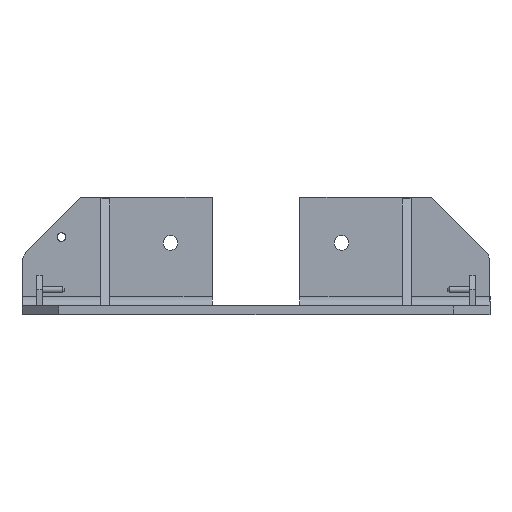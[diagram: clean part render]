
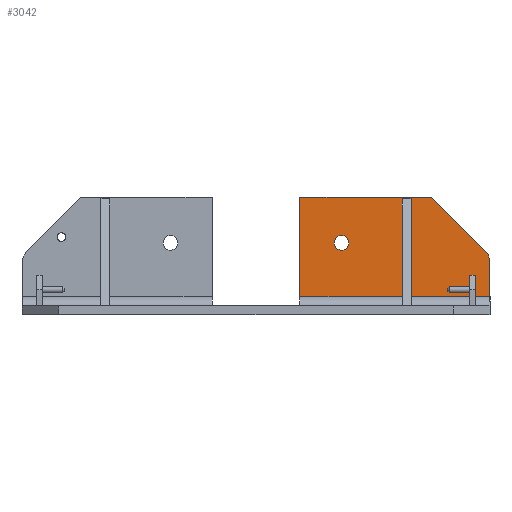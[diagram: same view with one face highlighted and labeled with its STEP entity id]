
A CAD part, front view. The second image highlights one B-rep face of the part: STEP entity #3042.
In plain terms, the highlighted planar face has unit normal (0, -1, 0).
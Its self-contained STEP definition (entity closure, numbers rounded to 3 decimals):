
#2 = ORIENTED_EDGE ( 'NONE', *, *, #2621, .T. ) ;
#3 = CARTESIAN_POINT ( 'NONE',  ( 58.5, -6., 49. ) ) ;
#43 = EDGE_CURVE ( 'NONE', #2377, #87, #3892, .T. ) ;
#87 = VERTEX_POINT ( 'NONE', #3595 ) ;
#121 = CARTESIAN_POINT ( 'NONE',  ( 58.5, -6., 49. ) ) ;
#154 = DIRECTION ( 'NONE',  ( 0., 0., -1. ) ) ;
#280 = VECTOR ( 'NONE', #3463, 1000. ) ;
#326 = DIRECTION ( 'NONE',  ( 0., 1., 0. ) ) ;
#339 = DIRECTION ( 'NONE',  ( 0., 1., 0. ) ) ;
#386 = VECTOR ( 'NONE', #4246, 1000. ) ;
#438 = CARTESIAN_POINT ( 'NONE',  ( 160., -6., 80. ) ) ;
#646 = ORIENTED_EDGE ( 'NONE', *, *, #43, .T. ) ;
#713 = CARTESIAN_POINT ( 'NONE',  ( 30., -6., 80. ) ) ;
#789 = EDGE_CURVE ( 'NONE', #1036, #1217, #3076, .T. ) ;
#816 = CARTESIAN_POINT ( 'NONE',  ( 106., -6., 79. ) ) ;
#819 = VERTEX_POINT ( 'NONE', #3847 ) ;
#987 = CARTESIAN_POINT ( 'NONE',  ( 58.5, -6., 54. ) ) ;
#1036 = VERTEX_POINT ( 'NONE', #4503 ) ;
#1056 = VERTEX_POINT ( 'NONE', #2739 ) ;
#1091 = EDGE_CURVE ( 'NONE', #1036, #2377, #3983, .T. ) ;
#1131 = FACE_OUTER_BOUND ( 'NONE', #2589, .T. ) ;
#1133 = DIRECTION ( 'NONE',  ( -1., 0., 0. ) ) ;
#1138 = VECTOR ( 'NONE', #1459, 1000. ) ;
#1217 = VERTEX_POINT ( 'NONE', #2112 ) ;
#1240 = LINE ( 'NONE', #1334, #280 ) ;
#1247 = DIRECTION ( 'NONE',  ( -1., 0., 0. ) ) ;
#1259 = ORIENTED_EDGE ( 'NONE', *, *, #3409, .F. ) ;
#1296 = VECTOR ( 'NONE', #1782, 1000. ) ;
#1334 = CARTESIAN_POINT ( 'NONE',  ( 160., -6., 12. ) ) ;
#1396 = VERTEX_POINT ( 'NONE', #3994 ) ;
#1459 = DIRECTION ( 'NONE',  ( 0., 0., 1. ) ) ;
#1477 = CARTESIAN_POINT ( 'NONE',  ( 159.289, -6., 40.711 ) ) ;
#1541 = VECTOR ( 'NONE', #2123, 1000. ) ;
#1631 = CARTESIAN_POINT ( 'NONE',  ( 58.5, -6., 44. ) ) ;
#1651 = VERTEX_POINT ( 'NONE', #987 ) ;
#1660 = ORIENTED_EDGE ( 'NONE', *, *, #1091, .T. ) ;
#1744 = EDGE_LOOP ( 'NONE', ( #3024, #1865 ) ) ;
#1782 = DIRECTION ( 'NONE',  ( 0.017, 0., -1. ) ) ;
#1795 = EDGE_CURVE ( 'NONE', #819, #1396, #3650, .T. ) ;
#1865 = ORIENTED_EDGE ( 'NONE', *, *, #2700, .T. ) ;
#1881 = VERTEX_POINT ( 'NONE', #2207 ) ;
#1948 = DIRECTION ( 'NONE',  ( 0., 0., 1. ) ) ;
#2112 = CARTESIAN_POINT ( 'NONE',  ( 106., -6., 79. ) ) ;
#2123 = DIRECTION ( 'NONE',  ( -1., 0., 0. ) ) ;
#2124 = VECTOR ( 'NONE', #1247, 1000. ) ;
#2150 = VECTOR ( 'NONE', #1948, 1000. ) ;
#2199 = VERTEX_POINT ( 'NONE', #1631 ) ;
#2207 = CARTESIAN_POINT ( 'NONE',  ( 159.289, -6., 40.711 ) ) ;
#2288 = LINE ( 'NONE', #1477, #386 ) ;
#2377 = VERTEX_POINT ( 'NONE', #3350 ) ;
#2380 = ORIENTED_EDGE ( 'NONE', *, *, #789, .F. ) ;
#2430 = EDGE_CURVE ( 'NONE', #1651, #2199, #3483, .T. ) ;
#2467 = CARTESIAN_POINT ( 'NONE',  ( 160., -6., 80. ) ) ;
#2470 = CARTESIAN_POINT ( 'NONE',  ( 159.289, -6., 40.711 ) ) ;
#2500 = EDGE_CURVE ( 'NONE', #1881, #4263, #4383, .T. ) ;
#2502 = DIRECTION ( 'NONE',  ( 0., 0., -1. ) ) ;
#2536 = DIRECTION ( 'NONE',  ( 0., 0., 1. ) ) ;
#2589 = EDGE_LOOP ( 'NONE', ( #2990, #1259, #3079, #4471, #2 ) ) ;
#2621 = EDGE_CURVE ( 'NONE', #1056, #1396, #4192, .T. ) ;
#2680 = FACE_BOUND ( 'NONE', #3396, .T. ) ;
#2700 = EDGE_CURVE ( 'NONE', #2199, #1651, #2792, .T. ) ;
#2739 = CARTESIAN_POINT ( 'NONE',  ( 120., -6., 80. ) ) ;
#2756 = VECTOR ( 'NONE', #2536, 1000. ) ;
#2792 = CIRCLE ( 'NONE', #3978, 5. ) ;
#2975 = DIRECTION ( 'NONE',  ( 0., 1., 0. ) ) ;
#2990 = ORIENTED_EDGE ( 'NONE', *, *, #1795, .F. ) ;
#3024 = ORIENTED_EDGE ( 'NONE', *, *, #2430, .T. ) ;
#3039 = ORIENTED_EDGE ( 'NONE', *, *, #4111, .F. ) ;
#3042 = ADVANCED_FACE ( 'NONE', ( #3917, #2680, #1131 ), #4184, .F. ) ;
#3076 = LINE ( 'NONE', #816, #2150 ) ;
#3079 = ORIENTED_EDGE ( 'NONE', *, *, #2500, .F. ) ;
#3350 = CARTESIAN_POINT ( 'NONE',  ( 100., -6., 22.431 ) ) ;
#3396 = EDGE_LOOP ( 'NONE', ( #2380, #1660, #646, #3039 ) ) ;
#3409 = EDGE_CURVE ( 'NONE', #4263, #819, #1240, .T. ) ;
#3463 = DIRECTION ( 'NONE',  ( -1., 0., 0. ) ) ;
#3483 = CIRCLE ( 'NONE', #3865, 5. ) ;
#3540 = CARTESIAN_POINT ( 'NONE',  ( 106., -6., 22.431 ) ) ;
#3582 = CARTESIAN_POINT ( 'NONE',  ( 100., -6., 79. ) ) ;
#3595 = CARTESIAN_POINT ( 'NONE',  ( 100., -6., 79. ) ) ;
#3650 = LINE ( 'NONE', #713, #1138 ) ;
#3810 = VECTOR ( 'NONE', #1133, 1000. ) ;
#3847 = CARTESIAN_POINT ( 'NONE',  ( 30., -6., 12. ) ) ;
#3859 = EDGE_CURVE ( 'NONE', #1056, #1881, #2288, .T. ) ;
#3865 = AXIS2_PLACEMENT_3D ( 'NONE', #3, #339, #2502 ) ;
#3892 = LINE ( 'NONE', #3582, #2756 ) ;
#3917 = FACE_BOUND ( 'NONE', #1744, .T. ) ;
#3964 = LINE ( 'NONE', #4410, #2124 ) ;
#3978 = AXIS2_PLACEMENT_3D ( 'NONE', #121, #2975, #154 ) ;
#3983 = LINE ( 'NONE', #3540, #1541 ) ;
#3994 = CARTESIAN_POINT ( 'NONE',  ( 30., -6., 80. ) ) ;
#4111 = EDGE_CURVE ( 'NONE', #1217, #87, #3964, .T. ) ;
#4160 = CARTESIAN_POINT ( 'NONE',  ( 159.791, -6., 12. ) ) ;
#4184 = PLANE ( 'NONE',  #4284 ) ;
#4192 = LINE ( 'NONE', #438, #3810 ) ;
#4198 = DIRECTION ( 'NONE',  ( 0., 0., 1. ) ) ;
#4246 = DIRECTION ( 'NONE',  ( 0.707, 0., -0.707 ) ) ;
#4263 = VERTEX_POINT ( 'NONE', #4160 ) ;
#4284 = AXIS2_PLACEMENT_3D ( 'NONE', #2467, #326, #4198 ) ;
#4383 = LINE ( 'NONE', #2470, #1296 ) ;
#4410 = CARTESIAN_POINT ( 'NONE',  ( 106., -6., 79. ) ) ;
#4471 = ORIENTED_EDGE ( 'NONE', *, *, #3859, .F. ) ;
#4503 = CARTESIAN_POINT ( 'NONE',  ( 106., -6., 22.431 ) ) ;
